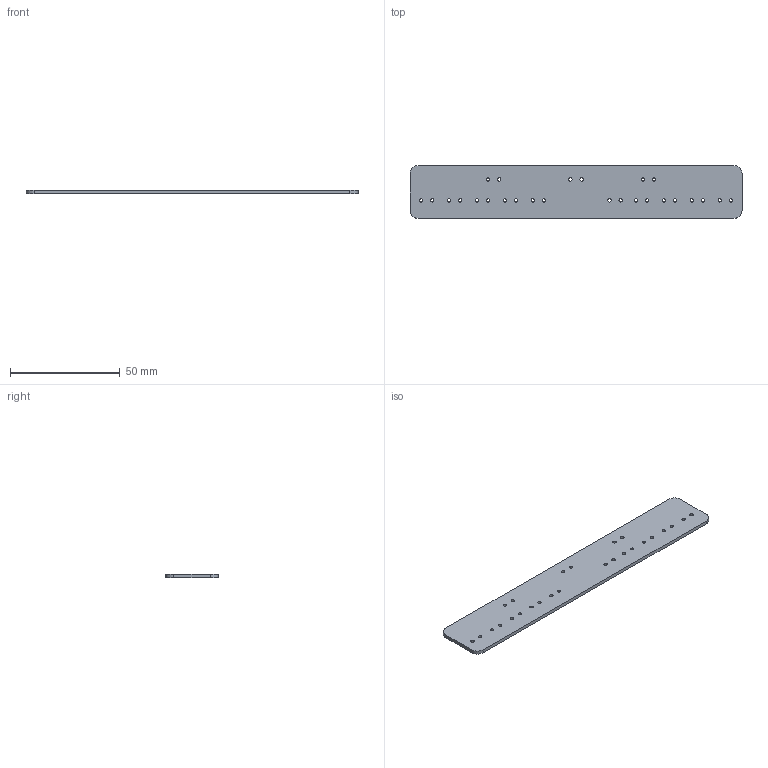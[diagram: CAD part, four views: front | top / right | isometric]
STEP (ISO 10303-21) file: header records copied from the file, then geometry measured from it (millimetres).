
FILE_DESCRIPTION(('KiCad electronic assembly'),'2;1');
FILE_NAME('RGW LED board.step','2023-03-27T20:13:42',('Pcbnew'),('Kicad' ),'Open CASCADE STEP processor 7.6','KiCad to STEP converter', 'Unknown');
FILE_SCHEMA(('AUTOMOTIVE_DESIGN { 1 0 10303 214 1 1 1 1 }'));
Length unit declared in the file: millimetre
Products named in the file (2): RGW LED board 1; RGW LED board PCB
Assembly tree (1 placements, depth 2):
  RGW LED board 1
    RGW LED board PCB
Bounding box: 151.13 x 24.13 x 1.6 mm (x, y, z)
Volume: 5739.4 mm3; surface area: 7923.3 mm2
Topology: 1 solids, 1 shells, 36 faces, 102 edges, 68 vertices
Faces by surface type: cylinder 30, plane 6
Full cylindrical faces by diameter (mm): 1.52 x26
Entity records: 2683 total; most frequent: DIRECTION 442, CARTESIAN_POINT 412, ORIENTED_EDGE 204, PCURVE 204, DEFINITIONAL_REPRESENTATION 204, LINE 186, VECTOR 186, CIRCLE 120
